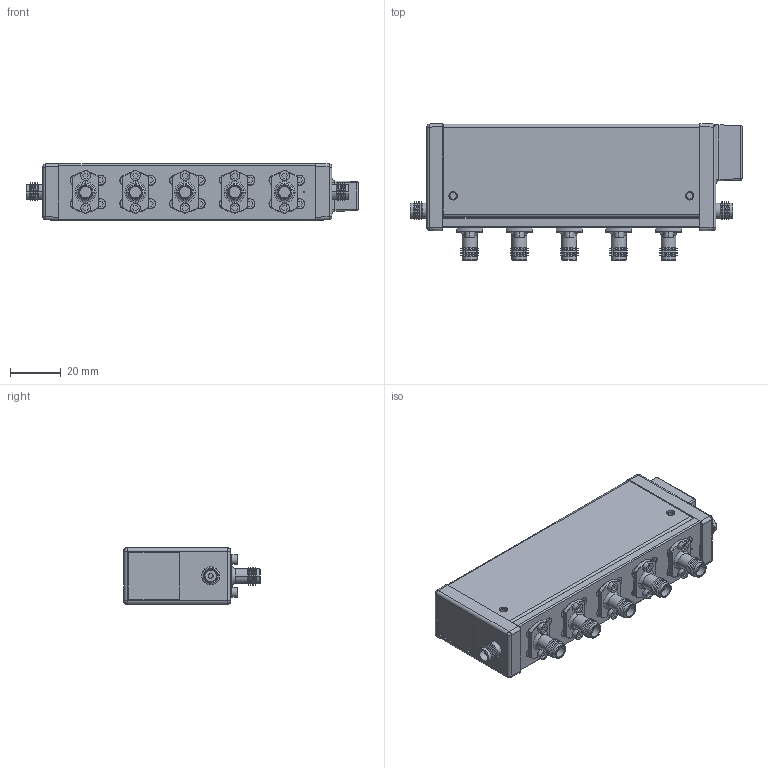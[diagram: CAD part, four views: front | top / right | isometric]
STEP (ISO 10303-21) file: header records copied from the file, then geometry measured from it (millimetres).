
FILE_DESCRIPTION(('Creo Elements/Direct Modeling STEP Export'),'2;1');
FILE_NAME('8769M.stp','2017-06-12T 9:58:27',(''),(''),'PTC Creo Elements/Direct Modeling STEP processor for AP214 (Solid Model)','PTC Creo Elements/Direct Modeling 19.0E 27-Jun-2016 (C) Parametric Technology GmbH','');
FILE_SCHEMA(('AUTOMOTIVE_DESIGN { 1 0 10303 214 1 1 1 1 }'));
Length unit declared in the file: millimetre
Products named in the file (2): 8769M; 8769M.stp
Assembly tree (1 placements, depth 2):
  8769M.stp
    8769M
Bounding box: 130.21 x 53.58 x 22.27 mm (x, y, z)
Volume: 92441 mm3; surface area: 42377.5 mm2
Topology: 1 solids, 17 shells, 1340 faces, 3524 edges, 2217 vertices
Faces by surface type: plane 637, cylinder 353, cone 198, torus 128, bspline 12, sphere 8, extrusion 4
Entity records: 39028 total; most frequent: CARTESIAN_POINT 8891, ORIENTED_EDGE 7032, DIRECTION 5592, EDGE_CURVE 3516, VERTEX_POINT 2217, AXIS2_PLACEMENT_3D 1923, VECTOR 1746, LINE 1742
